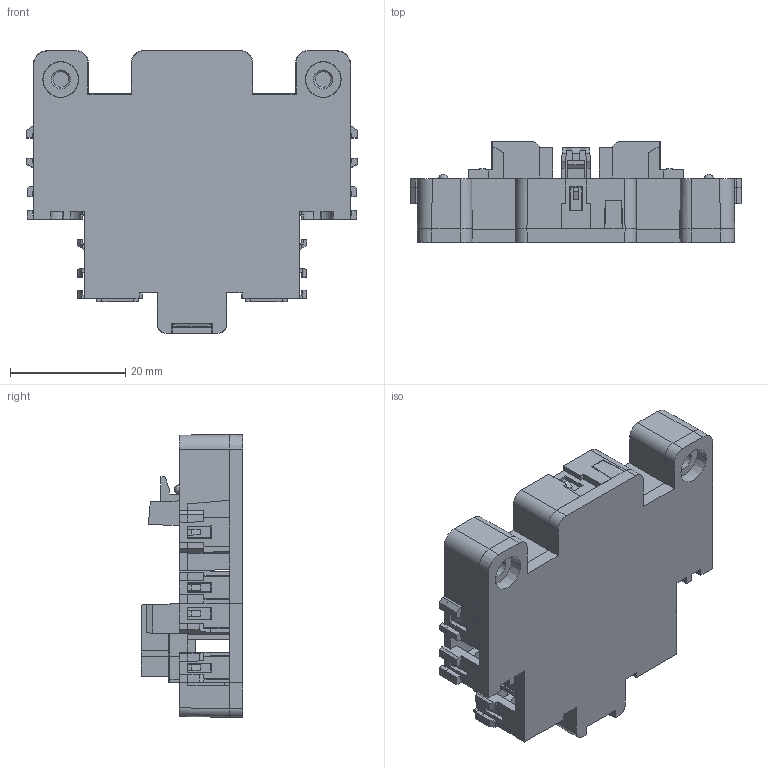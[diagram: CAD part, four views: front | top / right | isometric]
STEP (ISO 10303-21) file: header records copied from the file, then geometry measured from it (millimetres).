
FILE_DESCRIPTION((''),'2;1');
FILE_NAME('GW70026_ASM','2021-04-08T14:40:32',('User'),('Axiro Italia'),'CREO PARAMETRIC BY PTC INC, 2020354','CREO PARAMETRIC BY PTC INC, 2020354','');
FILE_SCHEMA(('CONFIG_CONTROL_DESIGN'));
Length unit declared in the file: millimetre
Products named in the file (3): COPERCHIO_AUS_SEZ_; FONDO_CONTATTO_AUSILIARIO; GW70026_ASM
Assembly tree (2 placements, depth 2):
  GW70026_ASM
    COPERCHIO_AUS_SEZ_
    FONDO_CONTATTO_AUSILIARIO
Bounding box: 57.27 x 17.55 x 49 mm (x, y, z)
Volume: 10598.5 mm3; surface area: 17500.2 mm2
Topology: 2 solids, 2 shells, 888 faces, 2492 edges, 1608 vertices
Faces by surface type: plane 787, cylinder 73, cone 24, bspline 2, sphere 2
Entity records: 29377 total; most frequent: CARTESIAN_POINT 6640, ORIENTED_EDGE 4976, DIRECTION 4224, EDGE_CURVE 2488, VECTOR 2258, LINE 2258, VERTEX_POINT 1608, AXIS2_PLACEMENT_3D 983
